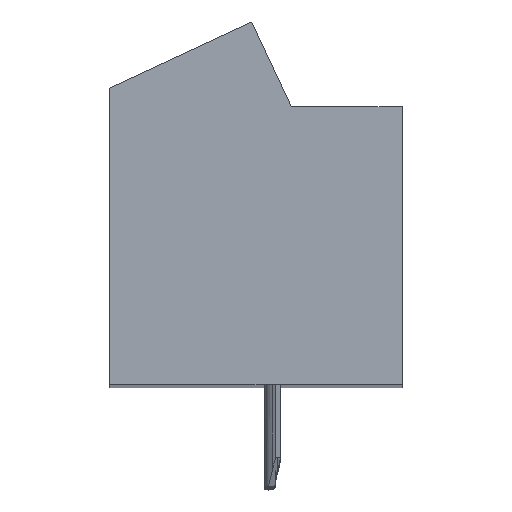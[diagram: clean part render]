
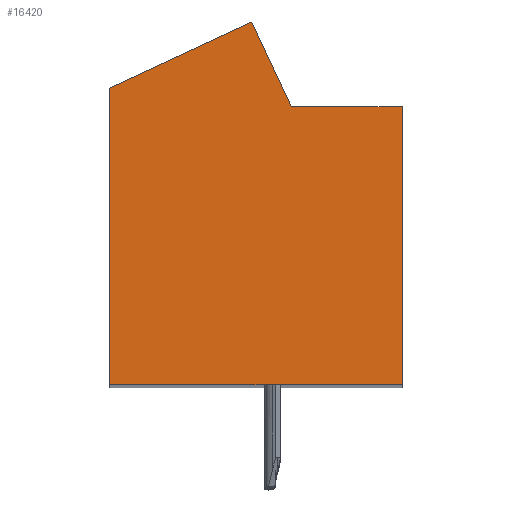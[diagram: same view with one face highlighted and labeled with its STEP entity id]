
A CAD part, top view. The second image highlights one B-rep face of the part: STEP entity #16420.
In plain terms, the highlighted planar face has unit normal (0, 0, 1).
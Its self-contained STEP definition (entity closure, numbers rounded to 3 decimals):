
#5783=DIRECTION('',(-1.,0.,0.));
#5784=VECTOR('',#5783,3.79);
#5785=CARTESIAN_POINT('',(5.002,3.3,61.75));
#5786=LINE('',#5785,#5784);
#5787=DIRECTION('',(0.,1.,0.));
#5788=VECTOR('',#5787,9.5);
#5789=CARTESIAN_POINT('',(5.002,-6.2,61.75));
#5790=LINE('',#5789,#5788);
#5791=DIRECTION('',(1.,0.,0.));
#5792=VECTOR('',#5791,10.);
#5793=CARTESIAN_POINT('',(-4.998,-6.2,61.75));
#5794=LINE('',#5793,#5792);
#5795=DIRECTION('',(0.,-1.,0.));
#5796=VECTOR('',#5795,10.135);
#5797=CARTESIAN_POINT('',(-4.998,3.935,61.75));
#5798=LINE('',#5797,#5796);
#5799=DIRECTION('',(-0.906,-0.423,0.));
#5800=VECTOR('',#5799,5.36);
#5801=CARTESIAN_POINT('',(-0.14,6.2,61.75));
#5802=LINE('',#5801,#5800);
#5803=DIRECTION('',(-0.423,0.906,0.));
#5804=VECTOR('',#5803,3.2);
#5805=CARTESIAN_POINT('',(1.212,3.3,61.75));
#5806=LINE('',#5805,#5804);
#7054=CARTESIAN_POINT('',(5.002,3.3,61.75));
#7055=CARTESIAN_POINT('',(1.212,3.3,61.75));
#7056=VERTEX_POINT('',#7054);
#7057=VERTEX_POINT('',#7055);
#7058=CARTESIAN_POINT('',(-0.14,6.2,61.75));
#7059=VERTEX_POINT('',#7058);
#7060=CARTESIAN_POINT('',(-4.998,3.935,61.75));
#7061=VERTEX_POINT('',#7060);
#7062=CARTESIAN_POINT('',(-4.998,-6.2,61.75));
#7063=VERTEX_POINT('',#7062);
#7064=CARTESIAN_POINT('',(5.002,-6.2,61.75));
#7065=VERTEX_POINT('',#7064);
#16407=CARTESIAN_POINT('',(0.,0.,61.75));
#16408=DIRECTION('',(0.,0.,1.));
#16409=DIRECTION('',(1.,0.,0.));
#16410=AXIS2_PLACEMENT_3D('',#16407,#16408,#16409);
#16411=PLANE('',#16410);
#16412=ORIENTED_EDGE('',*,*,#9033,.F.);
#16413=ORIENTED_EDGE('',*,*,#9048,.F.);
#16414=ORIENTED_EDGE('',*,*,#9062,.F.);
#16415=ORIENTED_EDGE('',*,*,#9317,.F.);
#16416=ORIENTED_EDGE('',*,*,#9593,.F.);
#16417=ORIENTED_EDGE('',*,*,#16401,.F.);
#16418=EDGE_LOOP('',(#16412,#16413,#16414,#16415,#16416,#16417));
#16419=FACE_OUTER_BOUND('',#16418,.F.);
#9033=EDGE_CURVE('',#7056,#7057,#5786,.T.);
#9048=EDGE_CURVE('',#7065,#7056,#5790,.T.);
#9062=EDGE_CURVE('',#7063,#7065,#5794,.T.);
#9317=EDGE_CURVE('',#7061,#7063,#5798,.T.);
#9593=EDGE_CURVE('',#7059,#7061,#5802,.T.);
#16401=EDGE_CURVE('',#7057,#7059,#5806,.T.);
#16420=ADVANCED_FACE('',(#16419),#16411,.T.);
